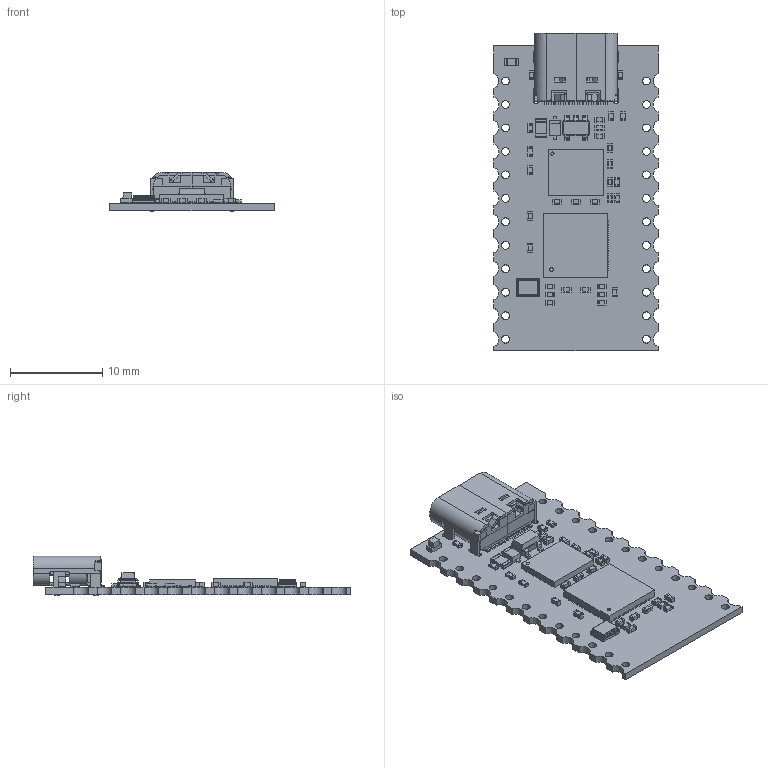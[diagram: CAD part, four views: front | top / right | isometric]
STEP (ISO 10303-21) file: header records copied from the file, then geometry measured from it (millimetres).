
FILE_DESCRIPTION(('KiCad electronic assembly'),'2;1');
FILE_NAME('SparkFun_ProMicro-RP2040.step','2024-04-17T22:56:40',( 'Pcbnew'),('Kicad'),'Open CASCADE STEP processor 7.7', 'KiCad to STEP converter','Unknown');
FILE_SCHEMA(('AUTOMOTIVE_DESIGN { 1 0 10303 214 1 1 1 1 }'));
Length unit declared in the file: millimetre
Products named in the file (22): SparkFun_ProMicro-RP2040 1; C_0402_1005Metric; R_0402_1005Metric; LED_0603_1608Metric; SOT-23-5; SOT_23_5; WSON-8-1EP_6x5mm_P1.27mm_EP3.4x4.3mm; USB_C_Receptacle_GCT_USB4105-xx-A_16P_TopMnt_Horizontal; USB_C_Receptacle_16P_TopMnt_Horizontal_GCT_USB4105-xx-A; QFN-56-1EP_7x7mm_P0.4mm_EP3.2x3.2mm; QFN_56_1EP_7x7mm_P04mm_EP32x32mm; Crystal_SMD_2520-4Pin_2.5x2.0mm; Fuse_0805_2012Metric; D_SOD-323F; D_SOD_323F; SparkFun_ProMicro-RP2040_PCB
Assembly tree (49 placements, depth 3):
  SparkFun_ProMicro-RP2040 1
    C_0402_1005Metric  x18
      C_0402_1005Metric
    R_0402_1005Metric  x12
      R_0402_1005Metric
    LED_0603_1608Metric
      LED_0603_1608Metric
    SOT-23-5
      SOT_23_5
    WSON-8-1EP_6x5mm_P1.27mm_EP3.4x4.3mm
      WSON-8-1EP_6x5mm_P1.27mm_EP3.4x4.3mm
    USB_C_Receptacle_GCT_USB4105-xx-A_16P_TopMnt_Horizontal
      USB_C_Receptacle_16P_TopMnt_Horizontal_GCT_USB4105-xx-A
    QFN-56-1EP_7x7mm_P0.4mm_EP3.2x3.2mm
      QFN_56_1EP_7x7mm_P04mm_EP32x32mm
    Crystal_SMD_2520-4Pin_2.5x2.0mm
      Crystal_SMD_2520-4Pin_2.5x2.0mm
    Fuse_0805_2012Metric
      Fuse_0805_2012Metric
    D_SOD-323F
      D_SOD_323F
    SparkFun_ProMicro-RP2040_PCB
Bounding box: 17.78 x 34.4 x 4.26 mm (x, y, z)
Volume: 649.2 mm3; surface area: 2142.5 mm2
Topology: 74 solids, 74 shells, 2350 faces, 6148 edges, 3980 vertices
Faces by surface type: plane 1651, cylinder 616, bspline 39, torus 36, cone 8
Full cylindrical faces by diameter (mm): 0.35 x1, 0.4 x1, 0.5 x2, 0.65 x2, 0.85 x24
Entity records: 57414 total; most frequent: CARTESIAN_POINT 8931, ORIENTED_EDGE 8352, DIRECTION 8004, EDGE_CURVE 4176, LINE 3418, VECTOR 3418, VERTEX_POINT 2680, AXIS2_PLACEMENT_3D 2293
